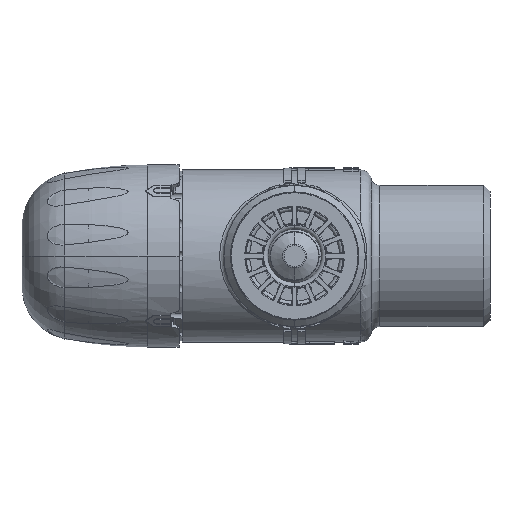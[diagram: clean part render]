
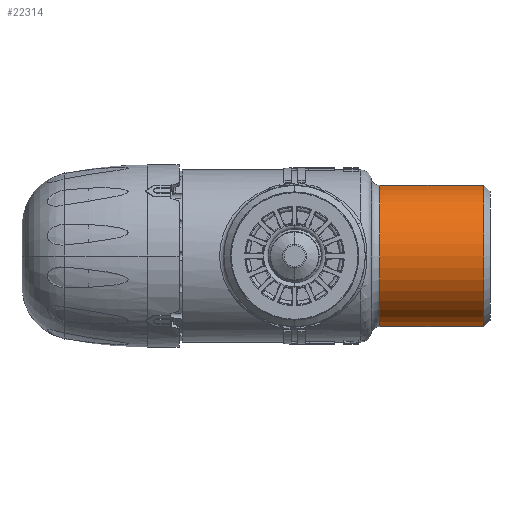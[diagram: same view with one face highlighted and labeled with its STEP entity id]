
A CAD part, left-side view. The second image highlights one B-rep face of the part: STEP entity #22314.
In plain terms, the highlighted cylindrical face has radius 16.625 mm (diameter 33.249 mm), a partial arc.
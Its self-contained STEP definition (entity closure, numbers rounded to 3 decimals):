
#2391 = CARTESIAN_POINT ( 'NONE',  ( 0., 26., -16.625 ) ) ;
#10258 = CARTESIAN_POINT ( 'NONE',  ( 0., -26.321, 16.625 ) ) ;
#11443 = DIRECTION ( 'NONE',  ( 0., 0., -1. ) ) ;
#13325 = DIRECTION ( 'NONE',  ( 0., -1., 0. ) ) ;
#15038 = EDGE_CURVE ( 'NONE', #80927, #71245, #93556, .T. ) ;
#16952 = CIRCLE ( 'NONE', #59476, 16.625 ) ;
#22314 = ADVANCED_FACE ( 'NONE', ( #85678 ), #86764, .T. ) ;
#23360 = CARTESIAN_POINT ( 'NONE',  ( 0., 1.524, 16.625 ) ) ;
#23622 = ORIENTED_EDGE ( 'NONE', *, *, #34994, .F. ) ;
#31742 = CARTESIAN_POINT ( 'NONE',  ( 0., 26., 16.625 ) ) ;
#34994 = EDGE_CURVE ( 'NONE', #101589, #36815, #71219, .T. ) ;
#36332 = CARTESIAN_POINT ( 'NONE',  ( 0., -26.321, 0. ) ) ;
#36815 = VERTEX_POINT ( 'NONE', #23360 ) ;
#36903 = CARTESIAN_POINT ( 'NONE',  ( 0., -26.321, -16.625 ) ) ;
#39745 = EDGE_CURVE ( 'NONE', #101589, #80927, #16952, .T. ) ;
#41815 = ORIENTED_EDGE ( 'NONE', *, *, #15038, .T. ) ;
#44075 = DIRECTION ( 'NONE',  ( 0., -1., 0. ) ) ;
#44426 = EDGE_CURVE ( 'NONE', #36815, #71245, #85828, .T. ) ;
#45208 = DIRECTION ( 'NONE',  ( 0., 0., -1. ) ) ;
#53600 = CARTESIAN_POINT ( 'NONE',  ( 0., 26., 0. ) ) ;
#54143 = DIRECTION ( 'NONE',  ( 0., -1., 0. ) ) ;
#59476 = AXIS2_PLACEMENT_3D ( 'NONE', #53600, #54143, #11443 ) ;
#60551 = EDGE_LOOP ( 'NONE', ( #23622, #92682, #41815, #88205 ) ) ;
#63797 = CARTESIAN_POINT ( 'NONE',  ( 0., 1.524, 0. ) ) ;
#71219 = LINE ( 'NONE', #10258, #108235 ) ;
#71245 = VERTEX_POINT ( 'NONE', #107784 ) ;
#72649 = DIRECTION ( 'NONE',  ( 0., 0., -1. ) ) ;
#76267 = AXIS2_PLACEMENT_3D ( 'NONE', #36332, #87320, #45208 ) ;
#80927 = VERTEX_POINT ( 'NONE', #2391 ) ;
#85678 = FACE_OUTER_BOUND ( 'NONE', #60551, .T. ) ;
#85828 = CIRCLE ( 'NONE', #89318, 16.625 ) ;
#85891 = VECTOR ( 'NONE', #104506, 1000. ) ;
#86764 = CYLINDRICAL_SURFACE ( 'NONE', #76267, 16.625 ) ;
#87320 = DIRECTION ( 'NONE',  ( 0., -1., 0. ) ) ;
#88205 = ORIENTED_EDGE ( 'NONE', *, *, #44426, .F. ) ;
#89318 = AXIS2_PLACEMENT_3D ( 'NONE', #63797, #13325, #72649 ) ;
#92682 = ORIENTED_EDGE ( 'NONE', *, *, #39745, .T. ) ;
#93556 = LINE ( 'NONE', #36903, #85891 ) ;
#101589 = VERTEX_POINT ( 'NONE', #31742 ) ;
#104506 = DIRECTION ( 'NONE',  ( 0., -1., 0. ) ) ;
#107784 = CARTESIAN_POINT ( 'NONE',  ( 0., 1.524, -16.625 ) ) ;
#108235 = VECTOR ( 'NONE', #44075, 1000. ) ;
